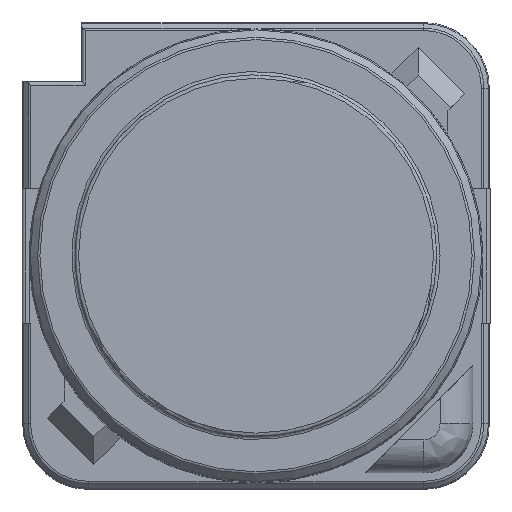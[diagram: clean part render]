
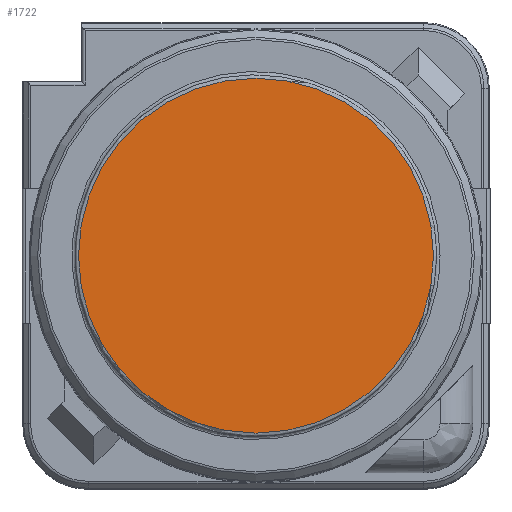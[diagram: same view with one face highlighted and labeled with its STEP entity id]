
A CAD part, top view. The second image highlights one B-rep face of the part: STEP entity #1722.
In plain terms, the highlighted planar face has unit normal (0, 0, 1).
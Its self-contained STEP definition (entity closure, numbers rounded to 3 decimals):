
#68=PLANE('',#1909);
#159=FACE_OUTER_BOUND('',#258,.T.);
#258=EDGE_LOOP('',(#1396,#1397));
#689=CIRCLE('',#1907,2.7);
#690=CIRCLE('',#1908,2.7);
#826=VERTEX_POINT('',#3027);
#827=VERTEX_POINT('',#3029);
#1041=EDGE_CURVE('',#826,#827,#689,.T.);
#1042=EDGE_CURVE('',#827,#826,#690,.T.);
#1396=ORIENTED_EDGE('',*,*,#1042,.F.);
#1397=ORIENTED_EDGE('',*,*,#1041,.F.);
#1722=ADVANCED_FACE('',(#159),#68,.T.);
#1907=AXIS2_PLACEMENT_3D('',#3030,#2315,#2316);
#1908=AXIS2_PLACEMENT_3D('',#3031,#2317,#2318);
#1909=AXIS2_PLACEMENT_3D('',#3032,#2319,#2320);
#2315=DIRECTION('center_axis',(0.,0.,-1.));
#2316=DIRECTION('ref_axis',(1.,0.,0.));
#2317=DIRECTION('center_axis',(0.,0.,-1.));
#2318=DIRECTION('ref_axis',(1.,0.,0.));
#2319=DIRECTION('center_axis',(0.,0.,1.));
#2320=DIRECTION('ref_axis',(-1.,0.,0.));
#3027=CARTESIAN_POINT('',(2.7,0.,3.39));
#3029=CARTESIAN_POINT('',(-2.7,0.,3.39));
#3030=CARTESIAN_POINT('Origin',(0.,0.,3.39));
#3031=CARTESIAN_POINT('Origin',(0.,0.,3.39));
#3032=CARTESIAN_POINT('Origin',(0.,0.,3.39));
